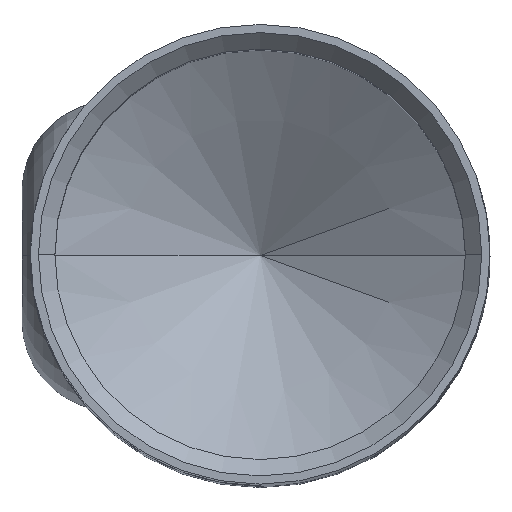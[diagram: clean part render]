
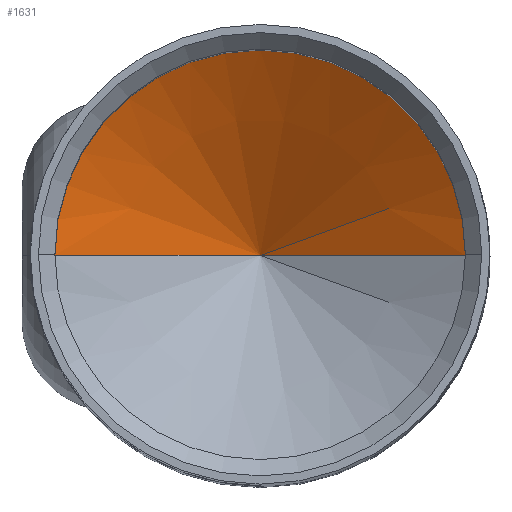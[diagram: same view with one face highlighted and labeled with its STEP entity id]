
A CAD part, top view. The second image highlights one B-rep face of the part: STEP entity #1631.
In plain terms, the highlighted conical face has half-angle 59 degrees and reference radius 6.25 mm.
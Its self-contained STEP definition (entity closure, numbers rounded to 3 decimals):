
#189 = CIRCLE ( 'NONE', #814, 6.25 ) ;
#204 = VECTOR ( 'NONE', #1805, 1000. ) ;
#245 = VECTOR ( 'NONE', #1418, 1000. ) ;
#274 = DIRECTION ( 'NONE',  ( 0., 0., 1. ) ) ;
#507 = CARTESIAN_POINT ( 'NONE',  ( -6.25, 0., 19.5 ) ) ;
#523 = EDGE_CURVE ( 'NONE', #2053, #1061, #1738, .T. ) ;
#571 = FACE_OUTER_BOUND ( 'NONE', #1150, .T. ) ;
#590 = AXIS2_PLACEMENT_3D ( 'NONE', #1961, #911, #1786 ) ;
#619 = CARTESIAN_POINT ( 'NONE',  ( 0., 0., 19.5 ) ) ;
#814 = AXIS2_PLACEMENT_3D ( 'NONE', #619, #274, #980 ) ;
#904 = VERTEX_POINT ( 'NONE', #989 ) ;
#911 = DIRECTION ( 'NONE',  ( 0., 0., 1. ) ) ;
#980 = DIRECTION ( 'NONE',  ( 1., 0., 0. ) ) ;
#989 = CARTESIAN_POINT ( 'NONE',  ( 6.25, 0., 19.5 ) ) ;
#1061 = VERTEX_POINT ( 'NONE', #507 ) ;
#1093 = ORIENTED_EDGE ( 'NONE', *, *, #2068, .T. ) ;
#1097 = LINE ( 'NONE', #1816, #204 ) ;
#1150 = EDGE_LOOP ( 'NONE', ( #1170, #1093, #1217 ) ) ;
#1170 = ORIENTED_EDGE ( 'NONE', *, *, #523, .F. ) ;
#1217 = ORIENTED_EDGE ( 'NONE', *, *, #1845, .T. ) ;
#1273 = CARTESIAN_POINT ( 'NONE',  ( 0., 0., 15.745 ) ) ;
#1418 = DIRECTION ( 'NONE',  ( -0.857, 0., 0.515 ) ) ;
#1542 = CARTESIAN_POINT ( 'NONE',  ( -6.25, 0., 19.5 ) ) ;
#1588 = CONICAL_SURFACE ( 'NONE', #590, 6.25, 1.03 ) ;
#1631 = ADVANCED_FACE ( 'NONE', ( #571 ), #1588, .F. ) ;
#1738 = LINE ( 'NONE', #1542, #245 ) ;
#1786 = DIRECTION ( 'NONE',  ( 1., 0., 0. ) ) ;
#1805 = DIRECTION ( 'NONE',  ( 0.857, 0., 0.515 ) ) ;
#1816 = CARTESIAN_POINT ( 'NONE',  ( 6.25, 0., 19.5 ) ) ;
#1845 = EDGE_CURVE ( 'NONE', #904, #1061, #189, .T. ) ;
#1961 = CARTESIAN_POINT ( 'NONE',  ( 0., 0., 19.5 ) ) ;
#2053 = VERTEX_POINT ( 'NONE', #1273 ) ;
#2068 = EDGE_CURVE ( 'NONE', #2053, #904, #1097, .T. ) ;
